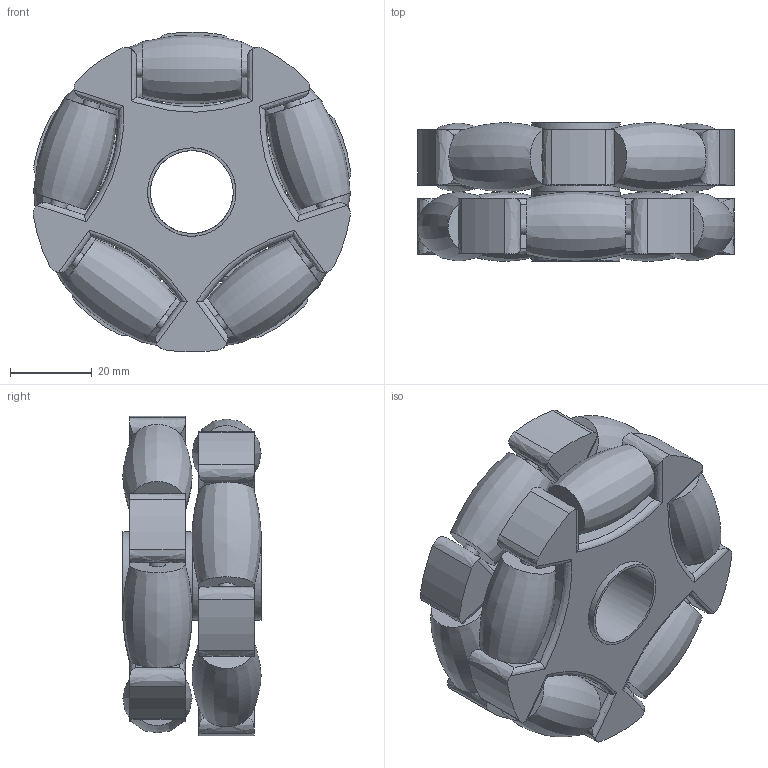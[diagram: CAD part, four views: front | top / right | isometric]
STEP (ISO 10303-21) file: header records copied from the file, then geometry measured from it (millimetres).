
FILE_DESCRIPTION(('FreeCAD Model'),'2;1');
FILE_NAME('Open CASCADE Shape Model','2025-05-02T09:18:14',('FreeCAD'),( 'FreeCAD'),'Open CASCADE STEP processor 7.6','FreeCAD','Unknown');
FILE_SCHEMA(('AUTOMOTIVE_DESIGN { 1 0 10303 214 1 1 1 1 }'));
Length unit declared in the file: millimetre
Products named in the file (1): Open CASCADE STEP translator 7.6 1
Bounding box: 77.63 x 33.76 x 78.23 mm (x, y, z)
Volume: 106044.4 mm3; surface area: 37813.7 mm2
Topology: 12 solids, 12 shells, 244 faces, 496 edges, 320 vertices
Faces by surface type: bspline 244
Entity records: 10946 total; most frequent: CARTESIAN_POINT 7829, ORIENTED_EDGE 992, EDGE_CURVE 496, B_SPLINE_CURVE_WITH_KNOTS 324, VERTEX_POINT 320, FACE_BOUND 292, EDGE_LOOP 292, ADVANCED_FACE 244
